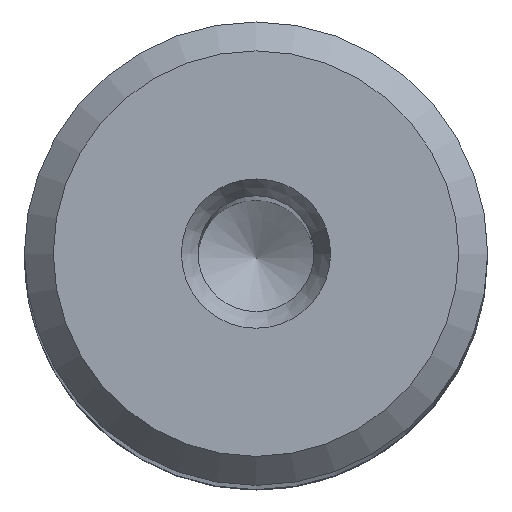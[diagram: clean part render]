
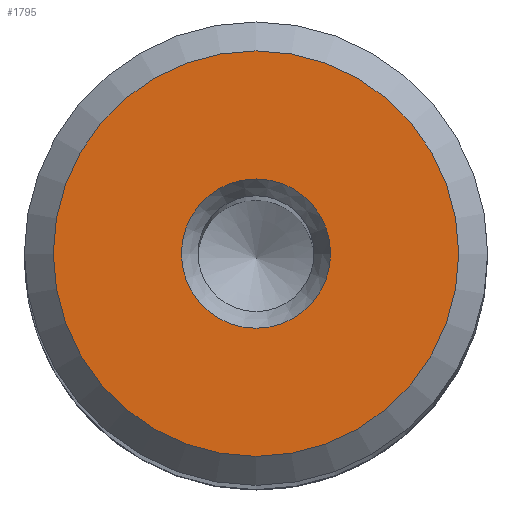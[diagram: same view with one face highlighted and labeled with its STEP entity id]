
A CAD part, top view. The second image highlights one B-rep face of the part: STEP entity #1795.
In plain terms, the highlighted planar face has unit normal (0, 0, 1).
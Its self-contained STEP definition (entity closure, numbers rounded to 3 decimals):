
#1658=PLANE('',#8512);
#1795=ADVANCED_FACE('',(#3106,#3107),#1658,.F.);
#3106=FACE_BOUND('',#3246,.T.);
#3107=FACE_BOUND('',#3247,.T.);
#3246=EDGE_LOOP('',(#3839));
#3247=EDGE_LOOP('',(#3840));
#3839=ORIENTED_EDGE('',*,*,#6872,.T.);
#3840=ORIENTED_EDGE('',*,*,#6873,.F.);
#6149=VERTEX_POINT('',#10874);
#6150=VERTEX_POINT('',#10876);
#6872=EDGE_CURVE('',#6149,#6149,#8037,.T.);
#6873=EDGE_CURVE('',#6150,#6150,#8038,.T.);
#8037=CIRCLE('',#8510,14.);
#8038=CIRCLE('',#8511,5.155);
#8510=AXIS2_PLACEMENT_3D('',#10873,#9140,#9141);
#8511=AXIS2_PLACEMENT_3D('',#10875,#9142,#9143);
#8512=AXIS2_PLACEMENT_3D('',#10877,#9144,#9145);
#9140=DIRECTION('',(0.,0.,1.));
#9141=DIRECTION('',(-1.,0.,0.));
#9142=DIRECTION('',(0.,0.,1.));
#9143=DIRECTION('',(1.,0.,0.));
#9144=DIRECTION('',(0.,0.,-1.));
#9145=DIRECTION('',(-1.,0.,0.));
#10873=CARTESIAN_POINT('',(0.,0.,153.));
#10874=CARTESIAN_POINT('',(-14.,0.,153.));
#10875=CARTESIAN_POINT('',(0.,0.,153.));
#10876=CARTESIAN_POINT('',(5.155,0.,153.));
#10877=CARTESIAN_POINT('',(16.,0.,153.));
